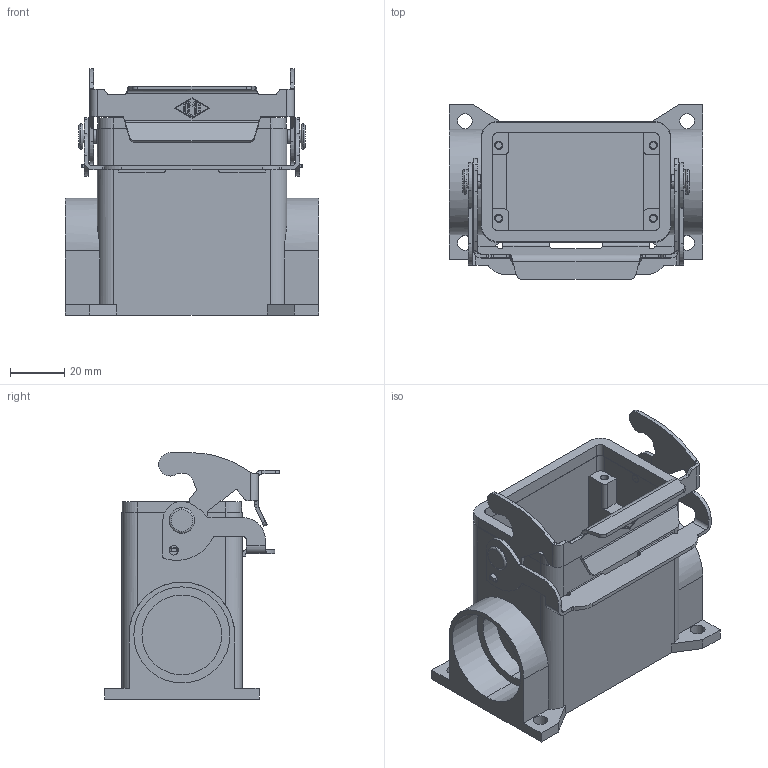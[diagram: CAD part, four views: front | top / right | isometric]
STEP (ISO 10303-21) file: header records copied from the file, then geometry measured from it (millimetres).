
FILE_DESCRIPTION((''),'2;1');
FILE_NAME('CVAP 10 L29.stp','2006-12-19T11:22:20',('gembarski'),(''),'Autodesk Inventor 7','Autodesk Inventor 7','');
FILE_SCHEMA(('AUTOMOTIVE_DESIGN { 1 0 10303 214 1 1 1 1 }'));
Length unit declared in the file: millimetre
Products named in the file (1): CVAP 10 L29
Bounding box: 93.5 x 64.48 x 91 mm (x, y, z)
Volume: 98036.1 mm3; surface area: 53271.8 mm2
Topology: 2 solids, 2 shells, 401 faces, 1083 edges, 716 vertices
Faces by surface type: plane 141, bspline 138, cylinder 116, torus 4, cone 2
Entity records: 15257 total; most frequent: CARTESIAN_POINT 5303, ORIENTED_EDGE 2158, DIRECTION 1949, EDGE_CURVE 1079, VERTEX_POINT 716, VECTOR 665, LINE 665, AXIS2_PLACEMENT_3D 642
